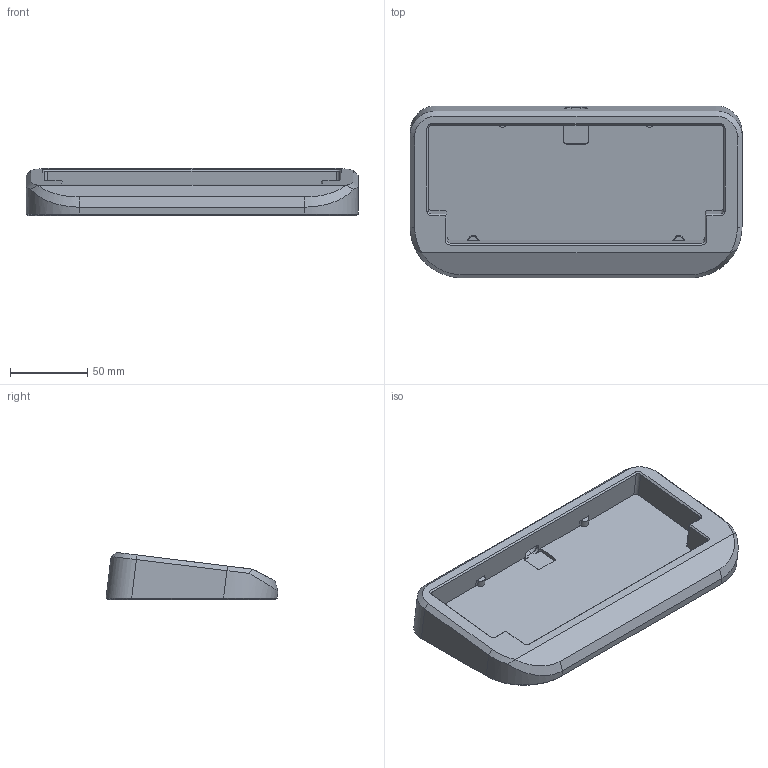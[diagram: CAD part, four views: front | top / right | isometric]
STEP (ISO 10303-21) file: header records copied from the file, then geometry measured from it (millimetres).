
FILE_DESCRIPTION(/* description */ (''),/* implementation_level */ '2;1');
FILE_NAME(/* name */ 'bassik-case.step',/* time_stamp */ '2024-10-11T18:47:08-04:00',/* author */ (''),/* organization */ (''),/* preprocessor_version */ 'ST-DEVELOPER v20',/* originating_system */ 'Autodesk Translation Framework v13.20.0.188',/* authorisation */ '');
FILE_SCHEMA (('AUTOMOTIVE_DESIGN { 1 0 10303 214 3 1 1 }'));
Length unit declared in the file: millimetre
Products named in the file (1): bassik proto 1
Bounding box: 215.55 x 111.63 x 30.61 mm (x, y, z)
Volume: 284024.4 mm3; surface area: 69075.6 mm2
Topology: 1 solids, 1 shells, 126 faces, 325 edges, 206 vertices
Faces by surface type: plane 60, cylinder 44, cone 12, bspline 10
Entity records: 4132 total; most frequent: CARTESIAN_POINT 1006, ORIENTED_EDGE 650, DIRECTION 635, EDGE_CURVE 325, AXIS2_PLACEMENT_3D 215, VERTEX_POINT 206, LINE 205, VECTOR 205
